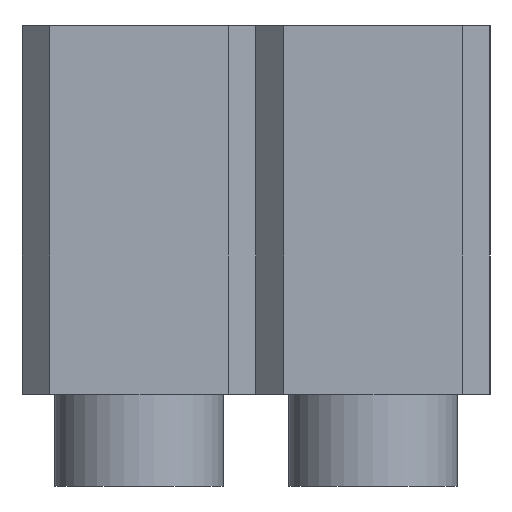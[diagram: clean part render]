
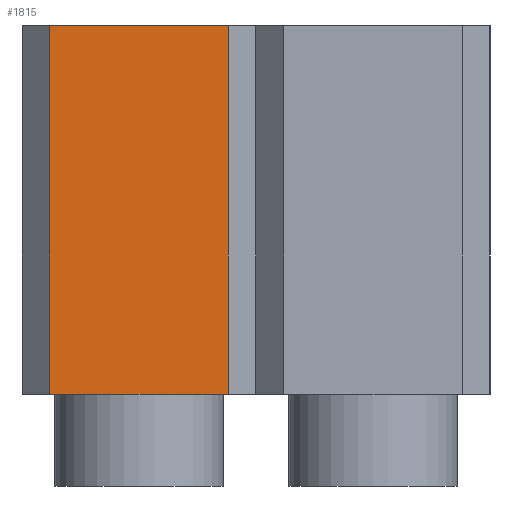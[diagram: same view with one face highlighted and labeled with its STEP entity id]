
A CAD part, left-side view. The second image highlights one B-rep face of the part: STEP entity #1815.
In plain terms, the highlighted planar face has unit normal (-1, 0, 0).
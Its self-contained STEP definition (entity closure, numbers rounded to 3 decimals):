
#113=PLANE('',#2019);
#219=FACE_OUTER_BOUND('',#361,.T.);
#361=EDGE_LOOP('',(#1441,#1442,#1443,#1444));
#456=LINE('',#2827,#624);
#499=LINE('',#2936,#667);
#500=LINE('',#2939,#668);
#501=LINE('',#2940,#669);
#624=VECTOR('',#2334,10.);
#667=VECTOR('',#2403,10.);
#668=VECTOR('',#2406,10.);
#669=VECTOR('',#2407,10.);
#888=VERTEX_POINT('',#2824);
#889=VERTEX_POINT('',#2826);
#942=VERTEX_POINT('',#2934);
#943=VERTEX_POINT('',#2938);
#1072=EDGE_CURVE('',#888,#889,#456,.T.);
#1127=EDGE_CURVE('',#942,#888,#499,.T.);
#1128=EDGE_CURVE('',#943,#942,#500,.T.);
#1129=EDGE_CURVE('',#889,#943,#501,.T.);
#1441=ORIENTED_EDGE('',*,*,#1127,.F.);
#1442=ORIENTED_EDGE('',*,*,#1128,.F.);
#1443=ORIENTED_EDGE('',*,*,#1129,.F.);
#1444=ORIENTED_EDGE('',*,*,#1072,.F.);
#1815=ADVANCED_FACE('',(#219),#113,.T.);
#2019=AXIS2_PLACEMENT_3D('',#2937,#2404,#2405);
#2334=DIRECTION('',(0.,-1.,0.));
#2403=DIRECTION('',(0.,0.,1.));
#2404=DIRECTION('center_axis',(-1.,0.,0.));
#2405=DIRECTION('ref_axis',(0.,-1.,0.));
#2406=DIRECTION('',(0.,1.,0.));
#2407=DIRECTION('',(0.,0.,-1.));
#2824=CARTESIAN_POINT('',(-1.27,0.97,5.));
#2826=CARTESIAN_POINT('',(-1.27,-0.97,5.));
#2827=CARTESIAN_POINT('',(-1.27,0.635,5.));
#2934=CARTESIAN_POINT('',(-1.27,0.97,1.));
#2936=CARTESIAN_POINT('',(-1.27,0.97,1.));
#2937=CARTESIAN_POINT('Origin',(-1.27,1.27,1.));
#2938=CARTESIAN_POINT('',(-1.27,-0.97,1.));
#2939=CARTESIAN_POINT('',(-1.27,0.635,1.));
#2940=CARTESIAN_POINT('',(-1.27,-0.97,1.));
